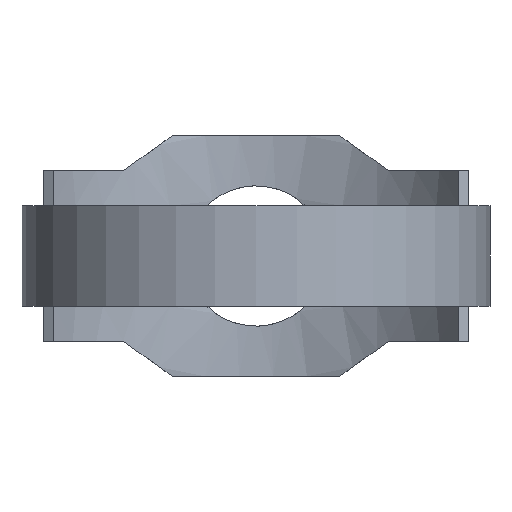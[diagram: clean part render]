
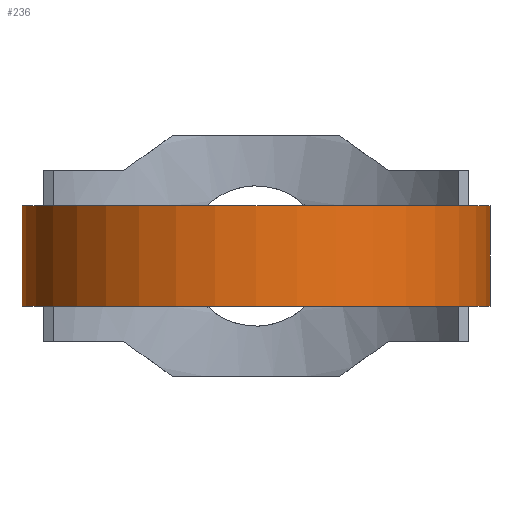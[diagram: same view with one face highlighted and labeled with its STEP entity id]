
A CAD part, front view. The second image highlights one B-rep face of the part: STEP entity #236.
In plain terms, the highlighted cylindrical face has radius 140 mm (diameter 280 mm), a partial arc.
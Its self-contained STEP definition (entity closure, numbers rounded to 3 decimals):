
#236 = ADVANCED_FACE( '', ( #602 ), #603, .T. );
#282 = EDGE_CURVE( '', #464, #452, #651, .T. );
#370 = EDGE_CURVE( '', #374, #452, #744, .T. );
#372 = EDGE_CURVE( '', #458, #374, #746, .T. );
#374 = VERTEX_POINT( '', #748 );
#452 = VERTEX_POINT( '', #836 );
#458 = VERTEX_POINT( '', #843 );
#464 = VERTEX_POINT( '', #849 );
#508 = EDGE_CURVE( '', #464, #458, #900, .T. );
#602 = FACE_OUTER_BOUND( '', #1070, .T. );
#603 = CYLINDRICAL_SURFACE( '', #1071, 140. );
#651 = CIRCLE( '', #1138, 140. );
#744 = LINE( '', #1400, #1401 );
#746 = CIRCLE( '', #1404, 140. );
#748 = CARTESIAN_POINT( '', ( 140., 0., 30. ) );
#836 = CARTESIAN_POINT( '', ( 140., 0., -30. ) );
#843 = CARTESIAN_POINT( '', ( -140., 0., 30. ) );
#849 = CARTESIAN_POINT( '', ( -140., 0., -30. ) );
#900 = LINE( '', #1706, #1707 );
#1070 = EDGE_LOOP( '', ( #1831, #1832, #1833, #1834 ) );
#1071 = AXIS2_PLACEMENT_3D( '', #1835, #1836, #1837 );
#1138 = AXIS2_PLACEMENT_3D( '', #1888, #1889, #1890 );
#1400 = CARTESIAN_POINT( '', ( 140., 0., 30. ) );
#1401 = VECTOR( '', #1987, 1. );
#1404 = AXIS2_PLACEMENT_3D( '', #1988, #1989, #1990 );
#1706 = CARTESIAN_POINT( '', ( -140., 0., 30. ) );
#1707 = VECTOR( '', #2188, 1. );
#1831 = ORIENTED_EDGE( '', *, *, #370, .F. );
#1832 = ORIENTED_EDGE( '', *, *, #372, .F. );
#1833 = ORIENTED_EDGE( '', *, *, #508, .F. );
#1834 = ORIENTED_EDGE( '', *, *, #282, .T. );
#1835 = CARTESIAN_POINT( '', ( 0., 0., 30. ) );
#1836 = DIRECTION( '', ( 0., 0., 1. ) );
#1837 = DIRECTION( '', ( 1., 0., 0. ) );
#1888 = CARTESIAN_POINT( '', ( 0., 0., -30. ) );
#1889 = DIRECTION( '', ( 0., 0., 1. ) );
#1890 = DIRECTION( '', ( 1., 0., 0. ) );
#1987 = DIRECTION( '', ( 0., 0., -1. ) );
#1988 = CARTESIAN_POINT( '', ( 0., 0., 30. ) );
#1989 = DIRECTION( '', ( 0., 0., 1. ) );
#1990 = DIRECTION( '', ( 1., 0., 0. ) );
#2188 = DIRECTION( '', ( 0., 0., 1. ) );
